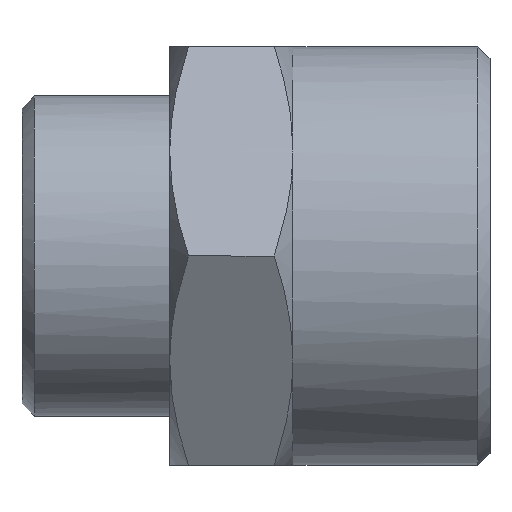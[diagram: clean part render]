
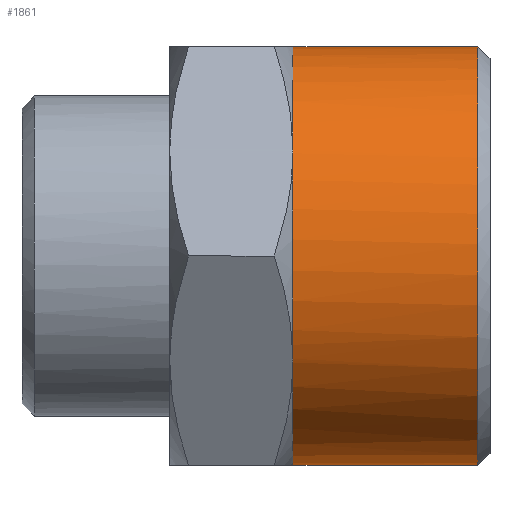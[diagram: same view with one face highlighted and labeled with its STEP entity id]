
A CAD part, left-side view. The second image highlights one B-rep face of the part: STEP entity #1861.
In plain terms, the highlighted free-form (B-spline) face has degree [1, 3] with [2, 4] control points.
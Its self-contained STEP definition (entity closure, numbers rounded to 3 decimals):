
#28 = CARTESIAN_POINT ( 'NONE',  ( -7.407, 8., -4.17 ) ) ;
#32 = ORIENTED_EDGE ( 'NONE', *, *, #1262, .F. ) ;
#52 = EDGE_LOOP ( 'NONE', ( #1150, #1166, #32, #747, #211, #1829, #723, #1055, #1020, #1124, #1224, #921 ) ) ;
#103 = EDGE_CURVE ( 'NONE', #1303, #954, #1101, .T. ) ;
#109 = B_SPLINE_CURVE_WITH_KNOTS ( 'NONE', 1,
 ( #149, #1458 ),
 .UNSPECIFIED., .F., .F.,
 ( 2, 2 ),
 ( -1., 0. ),
 .UNSPECIFIED. ) ;
#118 = CARTESIAN_POINT ( 'NONE',  ( 0., 0.5, -8.5 ) ) ;
#149 = CARTESIAN_POINT ( 'NONE',  ( 0., 8., -8.5 ) ) ;
#150 = VERTEX_POINT ( 'NONE', #1808 ) ;
#155 = B_SPLINE_CURVE_WITH_KNOTS ( 'NONE', 1,
 ( #171, #904 ),
 .UNSPECIFIED., .F., .F.,
 ( 2, 2 ),
 ( 0., 1. ),
 .UNSPECIFIED. ) ;
#171 = CARTESIAN_POINT ( 'NONE',  ( 0., 8., -8.5 ) ) ;
#195 = CARTESIAN_POINT ( 'NONE',  ( -7.361, 8., -4.25 ) ) ;
#208 = CARTESIAN_POINT ( 'NONE',  ( -7.315, 8., -4.33 ) ) ;
#211 = ORIENTED_EDGE ( 'NONE', *, *, #408, .F. ) ;
#244 =( BOUNDED_SURFACE ( )  B_SPLINE_SURFACE ( 1, 3, ( 
 ( #814, #1841, #1270, #549 ),
 ( #1294, #690, #1859, #118 ) ),
 .UNSPECIFIED., .F., .F., .T. ) 
 B_SPLINE_SURFACE_WITH_KNOTS ( ( 2, 2 ),
 ( 4, 4 ),
 ( 0., 1. ),
 ( 0., 1. ),
 .UNSPECIFIED. ) 
 GEOMETRIC_REPRESENTATION_ITEM ( )  RATIONAL_B_SPLINE_SURFACE ( (
 ( 1., 0.333, 0.333, 1.),
 ( 1., 0.333, 0.333, 1.) ) ) 
 REPRESENTATION_ITEM ( '' )  SURFACE ( )  );
#277 = CARTESIAN_POINT ( 'NONE',  ( -7.315, 8., 4.33 ) ) ;
#279 = CARTESIAN_POINT ( 'NONE',  ( -0.092, 8., -8.5 ) ) ;
#291 = B_SPLINE_CURVE_WITH_KNOTS ( 'NONE', 1,
 ( #335, #1564 ),
 .UNSPECIFIED., .F., .F.,
 ( 2, 2 ),
 ( 0., 1. ),
 .UNSPECIFIED. ) ;
#317 = VERTEX_POINT ( 'NONE', #208 ) ;
#335 = CARTESIAN_POINT ( 'NONE',  ( -0.092, 8., 8.5 ) ) ;
#356 = VERTEX_POINT ( 'NONE', #1777 ) ;
#364 = CARTESIAN_POINT ( 'NONE',  ( 0., 0.5, -8.5 ) ) ;
#406 =( BOUNDED_CURVE ( )  B_SPLINE_CURVE ( 3, ( #809, #1395, #700, #861 ),
 .UNSPECIFIED., .F., .F. ) 
 B_SPLINE_CURVE_WITH_KNOTS ( ( 4, 4 ),
 ( -3.142, 0. ),
 .UNSPECIFIED. ) 
 CURVE ( )  GEOMETRIC_REPRESENTATION_ITEM ( )  RATIONAL_B_SPLINE_CURVE ( ( 1., 0.333, 0.333, 1. ) ) 
 REPRESENTATION_ITEM ( '' )  );
#408 = EDGE_CURVE ( 'NONE', #743, #998, #1450, .T. ) ;
#416 = CARTESIAN_POINT ( 'NONE',  ( 0., 0.5, 8.5 ) ) ;
#422 = CARTESIAN_POINT ( 'NONE',  ( -7.361, 8., 4.25 ) ) ;
#452 = VERTEX_POINT ( 'NONE', #1365 ) ;
#478 = CARTESIAN_POINT ( 'NONE',  ( -0.092, 8., 8.5 ) ) ;
#496 =( BOUNDED_CURVE ( )  B_SPLINE_CURVE ( 3, ( #556, #883, #1298, #1616 ),
 .UNSPECIFIED., .F., .F. ) 
 B_SPLINE_CURVE_WITH_KNOTS ( ( 4, 4 ),
 ( -1.036, -0.011 ),
 .UNSPECIFIED. ) 
 CURVE ( )  GEOMETRIC_REPRESENTATION_ITEM ( )  RATIONAL_B_SPLINE_CURVE ( ( 1., 0.914, 0.914, 1. ) ) 
 REPRESENTATION_ITEM ( '' )  );
#514 = EDGE_CURVE ( 'NONE', #317, #743, #1589, .T. ) ;
#531 = VERTEX_POINT ( 'NONE', #1013 ) ;
#549 = CARTESIAN_POINT ( 'NONE',  ( 0., 8., -8.5 ) ) ;
#556 = CARTESIAN_POINT ( 'NONE',  ( -7.407, 8., 4.17 ) ) ;
#561 = CARTESIAN_POINT ( 'NONE',  ( -7.407, 8., -4.17 ) ) ;
#690 = CARTESIAN_POINT ( 'NONE',  ( -17., 0.5, 8.5 ) ) ;
#700 = CARTESIAN_POINT ( 'NONE',  ( -17., 0.5, 8.5 ) ) ;
#723 = ORIENTED_EDGE ( 'NONE', *, *, #1297, .T. ) ;
#729 = CARTESIAN_POINT ( 'NONE',  ( -7.315, 8., 4.33 ) ) ;
#743 = VERTEX_POINT ( 'NONE', #195 ) ;
#747 = ORIENTED_EDGE ( 'NONE', *, *, #1581, .T. ) ;
#809 = CARTESIAN_POINT ( 'NONE',  ( 0., 0.5, -8.5 ) ) ;
#814 = CARTESIAN_POINT ( 'NONE',  ( 0., 8., 8.5 ) ) ;
#861 = CARTESIAN_POINT ( 'NONE',  ( 0., 0.5, 8.5 ) ) ;
#883 = CARTESIAN_POINT ( 'NONE',  ( -8.899, 8., 1.52 ) ) ;
#904 = CARTESIAN_POINT ( 'NONE',  ( -0.092, 8., -8.5 ) ) ;
#921 = ORIENTED_EDGE ( 'NONE', *, *, #1139, .F. ) ;
#954 = VERTEX_POINT ( 'NONE', #277 ) ;
#986 = EDGE_CURVE ( 'NONE', #150, #1355, #109, .T. ) ;
#998 = VERTEX_POINT ( 'NONE', #561 ) ;
#1011 = CARTESIAN_POINT ( 'NONE',  ( -7.361, 8., 4.25 ) ) ;
#1013 = CARTESIAN_POINT ( 'NONE',  ( 0., 0.5, 8.5 ) ) ;
#1020 = ORIENTED_EDGE ( 'NONE', *, *, #986, .T. ) ;
#1027 = EDGE_CURVE ( 'NONE', #1168, #954, #1080, .T. ) ;
#1055 = ORIENTED_EDGE ( 'NONE', *, *, #1467, .F. ) ;
#1080 = B_SPLINE_CURVE_WITH_KNOTS ( 'NONE', 1,
 ( #422, #1611 ),
 .UNSPECIFIED., .F., .F.,
 ( 2, 2 ),
 ( 0., 1. ),
 .UNSPECIFIED. ) ;
#1101 =( BOUNDED_CURVE ( )  B_SPLINE_CURVE ( 3, ( #1758, #1183, #1332, #729 ),
 .UNSPECIFIED., .F., .T. ) 
 B_SPLINE_CURVE_WITH_KNOTS ( ( 4, 4 ),
 ( -1.036, -0.011 ),
 .UNSPECIFIED. ) 
 CURVE ( )  GEOMETRIC_REPRESENTATION_ITEM ( )  RATIONAL_B_SPLINE_CURVE ( ( 1., 0.914, 0.914, 1. ) ) 
 REPRESENTATION_ITEM ( '' )  );
#1124 = ORIENTED_EDGE ( 'NONE', *, *, #1231, .T. ) ;
#1139 = EDGE_CURVE ( 'NONE', #1303, #452, #291, .T. ) ;
#1150 = ORIENTED_EDGE ( 'NONE', *, *, #103, .T. ) ;
#1166 = ORIENTED_EDGE ( 'NONE', *, *, #1027, .F. ) ;
#1168 = VERTEX_POINT ( 'NONE', #1413 ) ;
#1183 = CARTESIAN_POINT ( 'NONE',  ( -3.133, 8., 8.467 ) ) ;
#1185 = CARTESIAN_POINT ( 'NONE',  ( -3.133, 8., -8.467 ) ) ;
#1196 = CARTESIAN_POINT ( 'NONE',  ( -0.092, 8., -8.5 ) ) ;
#1213 = B_SPLINE_CURVE_WITH_KNOTS ( 'NONE', 1,
 ( #416, #1310 ),
 .UNSPECIFIED., .F., .F.,
 ( 2, 2 ),
 ( -1., 0. ),
 .UNSPECIFIED. ) ;
#1224 = ORIENTED_EDGE ( 'NONE', *, *, #1654, .T. ) ;
#1231 = EDGE_CURVE ( 'NONE', #1355, #531, #406, .T. ) ;
#1233 = CARTESIAN_POINT ( 'NONE',  ( -7.315, 8., -4.33 ) ) ;
#1262 = EDGE_CURVE ( 'NONE', #356, #1168, #1476, .T. ) ;
#1270 = CARTESIAN_POINT ( 'NONE',  ( -17., 8., -8.5 ) ) ;
#1294 = CARTESIAN_POINT ( 'NONE',  ( 0., 0.5, 8.5 ) ) ;
#1297 = EDGE_CURVE ( 'NONE', #317, #1574, #1843, .T. ) ;
#1298 = CARTESIAN_POINT ( 'NONE',  ( -8.899, 8., -1.52 ) ) ;
#1303 = VERTEX_POINT ( 'NONE', #478 ) ;
#1310 = CARTESIAN_POINT ( 'NONE',  ( 0., 8., 8.5 ) ) ;
#1332 = CARTESIAN_POINT ( 'NONE',  ( -5.766, 8., 6.946 ) ) ;
#1339 = FACE_OUTER_BOUND ( 'NONE', #52, .T. ) ;
#1355 = VERTEX_POINT ( 'NONE', #364 ) ;
#1365 = CARTESIAN_POINT ( 'NONE',  ( 0., 8., 8.5 ) ) ;
#1395 = CARTESIAN_POINT ( 'NONE',  ( -17., 0.5, -8.5 ) ) ;
#1413 = CARTESIAN_POINT ( 'NONE',  ( -7.361, 8., 4.25 ) ) ;
#1450 = B_SPLINE_CURVE_WITH_KNOTS ( 'NONE', 1,
 ( #1504, #28 ),
 .UNSPECIFIED., .F., .F.,
 ( 2, 2 ),
 ( 0., 1. ),
 .UNSPECIFIED. ) ;
#1458 = CARTESIAN_POINT ( 'NONE',  ( 0., 0.5, -8.5 ) ) ;
#1467 = EDGE_CURVE ( 'NONE', #150, #1574, #155, .T. ) ;
#1476 = B_SPLINE_CURVE_WITH_KNOTS ( 'NONE', 1,
 ( #1621, #1011 ),
 .UNSPECIFIED., .F., .F.,
 ( 2, 2 ),
 ( 0., 1. ),
 .UNSPECIFIED. ) ;
#1504 = CARTESIAN_POINT ( 'NONE',  ( -7.361, 8., -4.25 ) ) ;
#1564 = CARTESIAN_POINT ( 'NONE',  ( 0., 8., 8.5 ) ) ;
#1574 = VERTEX_POINT ( 'NONE', #279 ) ;
#1581 = EDGE_CURVE ( 'NONE', #356, #998, #496, .T. ) ;
#1589 = B_SPLINE_CURVE_WITH_KNOTS ( 'NONE', 1,
 ( #1233, #1823 ),
 .UNSPECIFIED., .F., .F.,
 ( 2, 2 ),
 ( 0., 1. ),
 .UNSPECIFIED. ) ;
#1611 = CARTESIAN_POINT ( 'NONE',  ( -7.315, 8., 4.33 ) ) ;
#1616 = CARTESIAN_POINT ( 'NONE',  ( -7.407, 8., -4.17 ) ) ;
#1621 = CARTESIAN_POINT ( 'NONE',  ( -7.407, 8., 4.17 ) ) ;
#1639 = CARTESIAN_POINT ( 'NONE',  ( -7.315, 8., -4.33 ) ) ;
#1654 = EDGE_CURVE ( 'NONE', #531, #452, #1213, .T. ) ;
#1663 = CARTESIAN_POINT ( 'NONE',  ( -5.766, 8., -6.946 ) ) ;
#1758 = CARTESIAN_POINT ( 'NONE',  ( -0.092, 8., 8.5 ) ) ;
#1777 = CARTESIAN_POINT ( 'NONE',  ( -7.407, 8., 4.17 ) ) ;
#1808 = CARTESIAN_POINT ( 'NONE',  ( 0., 8., -8.5 ) ) ;
#1823 = CARTESIAN_POINT ( 'NONE',  ( -7.361, 8., -4.25 ) ) ;
#1829 = ORIENTED_EDGE ( 'NONE', *, *, #514, .F. ) ;
#1841 = CARTESIAN_POINT ( 'NONE',  ( -17., 8., 8.5 ) ) ;
#1843 =( BOUNDED_CURVE ( )  B_SPLINE_CURVE ( 3, ( #1639, #1663, #1185, #1196 ),
 .UNSPECIFIED., .F., .T. ) 
 B_SPLINE_CURVE_WITH_KNOTS ( ( 4, 4 ),
 ( -1.036, -0.011 ),
 .UNSPECIFIED. ) 
 CURVE ( )  GEOMETRIC_REPRESENTATION_ITEM ( )  RATIONAL_B_SPLINE_CURVE ( ( 1., 0.914, 0.914, 1. ) ) 
 REPRESENTATION_ITEM ( '' )  );
#1859 = CARTESIAN_POINT ( 'NONE',  ( -17., 0.5, -8.5 ) ) ;
#1861 = ADVANCED_FACE ( 'NONE', ( #1339 ), #244, .F. ) ;
